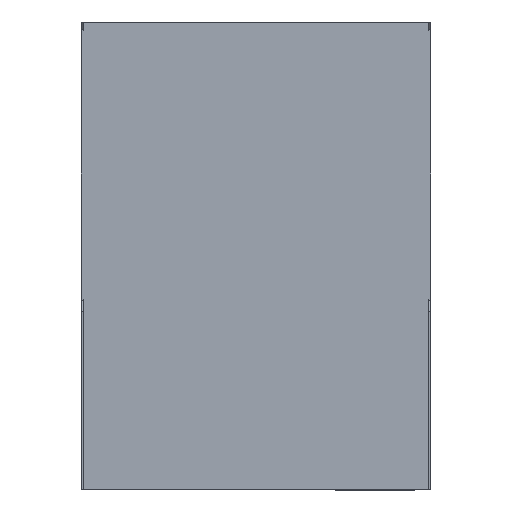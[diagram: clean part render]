
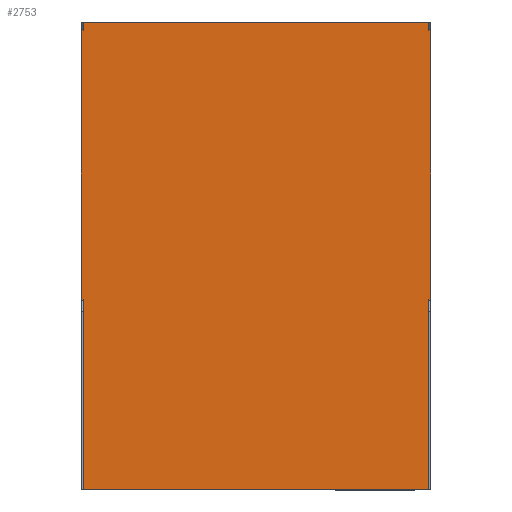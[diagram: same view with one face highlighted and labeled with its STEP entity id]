
A CAD part, top view. The second image highlights one B-rep face of the part: STEP entity #2753.
In plain terms, the highlighted planar face has unit normal (0, 0, 1).
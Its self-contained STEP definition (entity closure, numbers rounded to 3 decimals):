
#211=FACE_OUTER_BOUND('',#366,.T.);
#366=EDGE_LOOP('',(#2262,#2263,#2264,#2265,#2266,#2267,#2268,#2269,#2270,
#2271,#2272,#2273));
#529=LINE('',#3875,#894);
#658=LINE('',#4157,#1023);
#662=LINE('',#4165,#1027);
#671=LINE('',#4184,#1036);
#675=LINE('',#4191,#1040);
#684=LINE('',#4207,#1049);
#694=LINE('',#4227,#1059);
#698=LINE('',#4235,#1063);
#700=LINE('',#4239,#1065);
#703=LINE('',#4246,#1068);
#704=LINE('',#4248,#1069);
#705=LINE('',#4249,#1070);
#894=VECTOR('',#3148,10.);
#1023=VECTOR('',#3385,10.);
#1027=VECTOR('',#3389,10.);
#1036=VECTOR('',#3404,10.);
#1040=VECTOR('',#3408,10.);
#1049=VECTOR('',#3423,10.);
#1059=VECTOR('',#3443,10.);
#1063=VECTOR('',#3451,10.);
#1065=VECTOR('',#3457,10.);
#1068=VECTOR('',#3464,10.);
#1069=VECTOR('',#3465,10.);
#1070=VECTOR('',#3466,10.);
#1229=VERTEX_POINT('',#3872);
#1230=VERTEX_POINT('',#3874);
#1329=VERTEX_POINT('',#4156);
#1332=VERTEX_POINT('',#4162);
#1333=VERTEX_POINT('',#4164);
#1339=VERTEX_POINT('',#4181);
#1340=VERTEX_POINT('',#4183);
#1343=VERTEX_POINT('',#4189);
#1352=VERTEX_POINT('',#4224);
#1354=VERTEX_POINT('',#4233);
#1356=VERTEX_POINT('',#4245);
#1357=VERTEX_POINT('',#4247);
#1501=EDGE_CURVE('',#1230,#1229,#529,.T.);
#1642=EDGE_CURVE('',#1329,#1230,#658,.T.);
#1646=EDGE_CURVE('',#1333,#1332,#662,.T.);
#1655=EDGE_CURVE('',#1340,#1339,#671,.T.);
#1659=EDGE_CURVE('',#1229,#1343,#675,.T.);
#1668=EDGE_CURVE('',#1339,#1333,#684,.T.);
#1678=EDGE_CURVE('',#1352,#1329,#694,.T.);
#1682=EDGE_CURVE('',#1332,#1354,#698,.T.);
#1684=EDGE_CURVE('',#1354,#1352,#700,.T.);
#1687=EDGE_CURVE('',#1343,#1356,#703,.T.);
#1688=EDGE_CURVE('',#1356,#1357,#704,.T.);
#1689=EDGE_CURVE('',#1357,#1340,#705,.T.);
#2262=ORIENTED_EDGE('',*,*,#1646,.T.);
#2263=ORIENTED_EDGE('',*,*,#1682,.T.);
#2264=ORIENTED_EDGE('',*,*,#1684,.T.);
#2265=ORIENTED_EDGE('',*,*,#1678,.T.);
#2266=ORIENTED_EDGE('',*,*,#1642,.T.);
#2267=ORIENTED_EDGE('',*,*,#1501,.T.);
#2268=ORIENTED_EDGE('',*,*,#1659,.T.);
#2269=ORIENTED_EDGE('',*,*,#1687,.T.);
#2270=ORIENTED_EDGE('',*,*,#1688,.T.);
#2271=ORIENTED_EDGE('',*,*,#1689,.T.);
#2272=ORIENTED_EDGE('',*,*,#1655,.T.);
#2273=ORIENTED_EDGE('',*,*,#1668,.T.);
#2609=PLANE('',#2929);
#2753=ADVANCED_FACE('',(#211),#2609,.T.);
#2929=AXIS2_PLACEMENT_3D('',#4244,#3462,#3463);
#3148=DIRECTION('',(1.,0.,0.));
#3385=DIRECTION('',(0.,-1.,0.));
#3389=DIRECTION('',(0.,-1.,0.));
#3404=DIRECTION('',(0.,1.,0.));
#3408=DIRECTION('',(0.,1.,0.));
#3423=DIRECTION('',(-1.,0.,0.));
#3443=DIRECTION('',(1.,0.,0.));
#3451=DIRECTION('',(-1.,0.,0.));
#3457=DIRECTION('',(0.,-1.,0.));
#3462=DIRECTION('center_axis',(0.,0.,1.));
#3463=DIRECTION('ref_axis',(1.,0.,0.));
#3464=DIRECTION('',(1.,0.,0.));
#3465=DIRECTION('',(0.,1.,0.));
#3466=DIRECTION('',(-1.,0.,0.));
#3872=CARTESIAN_POINT('',(16.029,0.,14.097));
#3874=CARTESIAN_POINT('',(0.1,0.,14.097));
#3875=CARTESIAN_POINT('',(0.,0.,14.097));
#4156=CARTESIAN_POINT('',(0.1,8.736,14.097));
#4157=CARTESIAN_POINT('',(0.1,13.539,14.097));
#4162=CARTESIAN_POINT('',(0.1,21.236,14.097));
#4164=CARTESIAN_POINT('',(0.1,21.59,14.097));
#4165=CARTESIAN_POINT('',(0.1,13.539,14.097));
#4181=CARTESIAN_POINT('',(16.029,21.59,14.097));
#4183=CARTESIAN_POINT('',(16.029,21.236,14.097));
#4184=CARTESIAN_POINT('',(16.029,13.539,14.097));
#4189=CARTESIAN_POINT('',(16.029,8.736,14.097));
#4191=CARTESIAN_POINT('',(16.029,13.539,14.097));
#4207=CARTESIAN_POINT('',(16.129,21.59,14.097));
#4224=CARTESIAN_POINT('',(0.,8.736,14.097));
#4227=CARTESIAN_POINT('',(4.032,8.736,14.097));
#4233=CARTESIAN_POINT('',(0.,21.236,14.097));
#4235=CARTESIAN_POINT('',(4.032,21.236,14.097));
#4239=CARTESIAN_POINT('',(0.,21.59,14.097));
#4244=CARTESIAN_POINT('Origin',(8.065,10.795,14.097));
#4245=CARTESIAN_POINT('',(16.129,8.736,14.097));
#4246=CARTESIAN_POINT('',(12.097,8.736,14.097));
#4247=CARTESIAN_POINT('',(16.129,21.236,14.097));
#4248=CARTESIAN_POINT('',(16.129,0.,14.097));
#4249=CARTESIAN_POINT('',(12.097,21.236,14.097));
